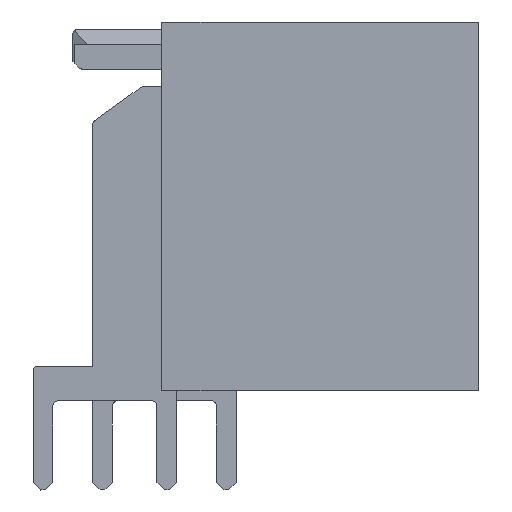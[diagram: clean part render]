
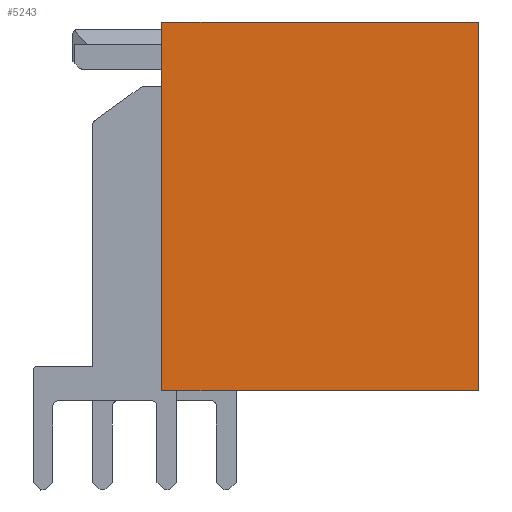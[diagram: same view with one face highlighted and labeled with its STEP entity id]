
A CAD part, front view. The second image highlights one B-rep face of the part: STEP entity #5243.
In plain terms, the highlighted planar face has unit normal (0, -1, 0).
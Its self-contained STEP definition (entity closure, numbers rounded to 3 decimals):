
#556=ORIENTED_EDGE('',*,*,#1945,.F.);
#557=ORIENTED_EDGE('',*,*,#1795,.F.);
#558=ORIENTED_EDGE('',*,*,#2015,.F.);
#559=ORIENTED_EDGE('',*,*,#1878,.F.);
#1795=EDGE_CURVE('',#2564,#2565,#3072,.T.);
#1878=EDGE_CURVE('',#2640,#2641,#3155,.T.);
#1945=EDGE_CURVE('',#2565,#2640,#3222,.T.);
#2015=EDGE_CURVE('',#2641,#2564,#3292,.T.);
#2564=VERTEX_POINT('',#7463);
#2565=VERTEX_POINT('',#7465);
#2640=VERTEX_POINT('',#7630);
#2641=VERTEX_POINT('',#7632);
#3072=LINE('',#7464,#3804);
#3155=LINE('',#7631,#3887);
#3222=LINE('',#7751,#3954);
#3292=LINE('',#7879,#4024);
#3804=VECTOR('',#5971,1000.);
#3887=VECTOR('',#6070,1000.);
#3954=VECTOR('',#6173,1000.);
#4024=VECTOR('',#6279,1000.);
#4446=EDGE_LOOP('',(#556,#557,#558,#559));
#4725=FACE_BOUND('',#4446,.T.);
#4997=PLANE('',#5547);
#5243=ADVANCED_FACE('',(#4725),#4997,.F.);
#5547=AXIS2_PLACEMENT_3D('',#7887,#6286,#6287);
#5971=DIRECTION('',(1.,0.,0.));
#6070=DIRECTION('',(-1.,0.,0.));
#6173=DIRECTION('',(0.,0.,-1.));
#6279=DIRECTION('',(0.,0.,1.));
#6286=DIRECTION('',(0.,1.,0.));
#6287=DIRECTION('',(0.,0.,1.));
#7463=CARTESIAN_POINT('',(-7.45,0.,6.4));
#7464=CARTESIAN_POINT('',(-7.45,0.,6.4));
#7465=CARTESIAN_POINT('',(7.45,0.,6.4));
#7630=CARTESIAN_POINT('',(7.45,0.,-6.4));
#7631=CARTESIAN_POINT('',(7.45,0.,-6.4));
#7632=CARTESIAN_POINT('',(-7.45,0.,-6.4));
#7751=CARTESIAN_POINT('',(7.45,0.,6.4));
#7879=CARTESIAN_POINT('',(-7.45,0.,-6.4));
#7887=CARTESIAN_POINT('',(0.,0.,0.));
